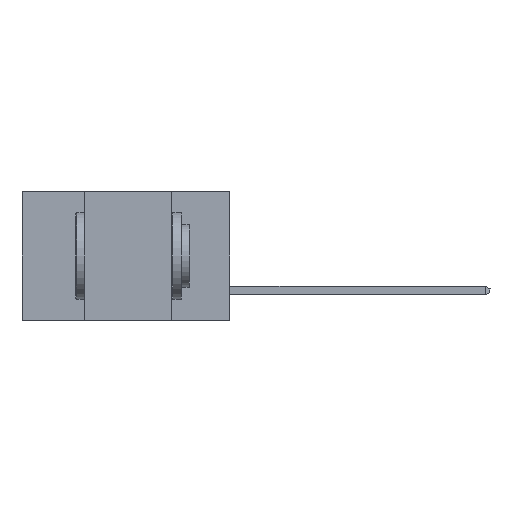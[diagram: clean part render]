
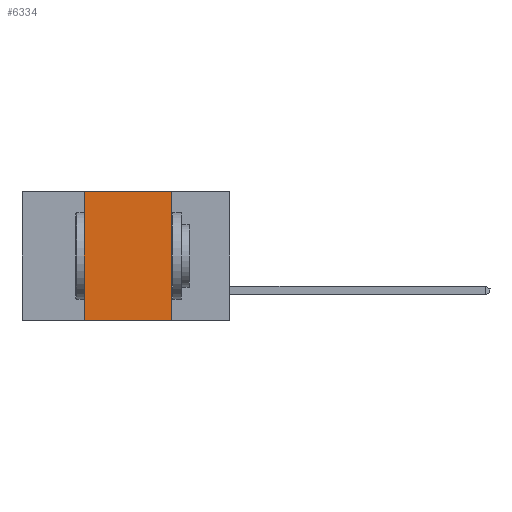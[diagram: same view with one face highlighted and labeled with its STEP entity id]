
A CAD part, left-side view. The second image highlights one B-rep face of the part: STEP entity #6334.
In plain terms, the highlighted planar face has unit normal (-1, 0, 0).
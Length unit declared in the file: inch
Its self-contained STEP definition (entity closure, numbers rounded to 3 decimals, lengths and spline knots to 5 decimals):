
#306 = VERTEX_POINT ( 'NONE', #8690 ) ;
#568 = EDGE_CURVE ( 'NONE', #11804, #12979, #1633, .T. ) ;
#812 = ORIENTED_EDGE ( 'NONE', *, *, #568, .F. ) ;
#1633 = LINE ( 'NONE', #9629, #5580 ) ;
#1971 = ORIENTED_EDGE ( 'NONE', *, *, #11187, .F. ) ;
#4332 = ORIENTED_EDGE ( 'NONE', *, *, #16638, .F. ) ;
#4669 = EDGE_LOOP ( 'NONE', ( #1971, #812, #4332, #12386 ) ) ;
#5580 = VECTOR ( 'NONE', #5738, 39.37008 ) ;
#5738 = DIRECTION ( 'NONE',  ( 0., -1., 0. ) ) ;
#6102 = CARTESIAN_POINT ( 'NONE',  ( 0., 0.6, -0.37 ) ) ;
#6259 = EDGE_CURVE ( 'NONE', #306, #6609, #16648, .T. ) ;
#6334 = ADVANCED_FACE ( 'NONE', ( #16561 ), #11444, .F. ) ;
#6609 = VERTEX_POINT ( 'NONE', #7121 ) ;
#7121 = CARTESIAN_POINT ( 'NONE',  ( 0., 0.17, -0.37 ) ) ;
#7744 = LINE ( 'NONE', #15692, #8993 ) ;
#8071 = CARTESIAN_POINT ( 'NONE',  ( 0., 0.17, 0. ) ) ;
#8599 = VECTOR ( 'NONE', #12423, 39.37008 ) ;
#8611 = DIRECTION ( 'NONE',  ( 1., 0., 0. ) ) ;
#8690 = CARTESIAN_POINT ( 'NONE',  ( 0., 0.42, -0.37 ) ) ;
#8792 = AXIS2_PLACEMENT_3D ( 'NONE', #12494, #8611, #14136 ) ;
#8993 = VECTOR ( 'NONE', #15610, 39.37008 ) ;
#9629 = CARTESIAN_POINT ( 'NONE',  ( 0., 0.6, 0. ) ) ;
#9901 = DIRECTION ( 'NONE',  ( 0., -1., 0. ) ) ;
#11124 = LINE ( 'NONE', #12509, #8599 ) ;
#11187 = EDGE_CURVE ( 'NONE', #12979, #6609, #11124, .T. ) ;
#11444 = PLANE ( 'NONE',  #8792 ) ;
#11804 = VERTEX_POINT ( 'NONE', #15360 ) ;
#12386 = ORIENTED_EDGE ( 'NONE', *, *, #6259, .T. ) ;
#12423 = DIRECTION ( 'NONE',  ( 0., 0., -1. ) ) ;
#12494 = CARTESIAN_POINT ( 'NONE',  ( 0., 0.6, 0. ) ) ;
#12509 = CARTESIAN_POINT ( 'NONE',  ( 0., 0.17, -0.37 ) ) ;
#12979 = VERTEX_POINT ( 'NONE', #8071 ) ;
#14136 = DIRECTION ( 'NONE',  ( 0., 0., -1. ) ) ;
#15360 = CARTESIAN_POINT ( 'NONE',  ( 0., 0.42, 0. ) ) ;
#15610 = DIRECTION ( 'NONE',  ( 0., 0., 1. ) ) ;
#15692 = CARTESIAN_POINT ( 'NONE',  ( 0., 0.42, -0.37 ) ) ;
#16561 = FACE_OUTER_BOUND ( 'NONE', #4669, .T. ) ;
#16638 = EDGE_CURVE ( 'NONE', #306, #11804, #7744, .T. ) ;
#16648 = LINE ( 'NONE', #6102, #16802 ) ;
#16802 = VECTOR ( 'NONE', #9901, 39.37008 ) ;
